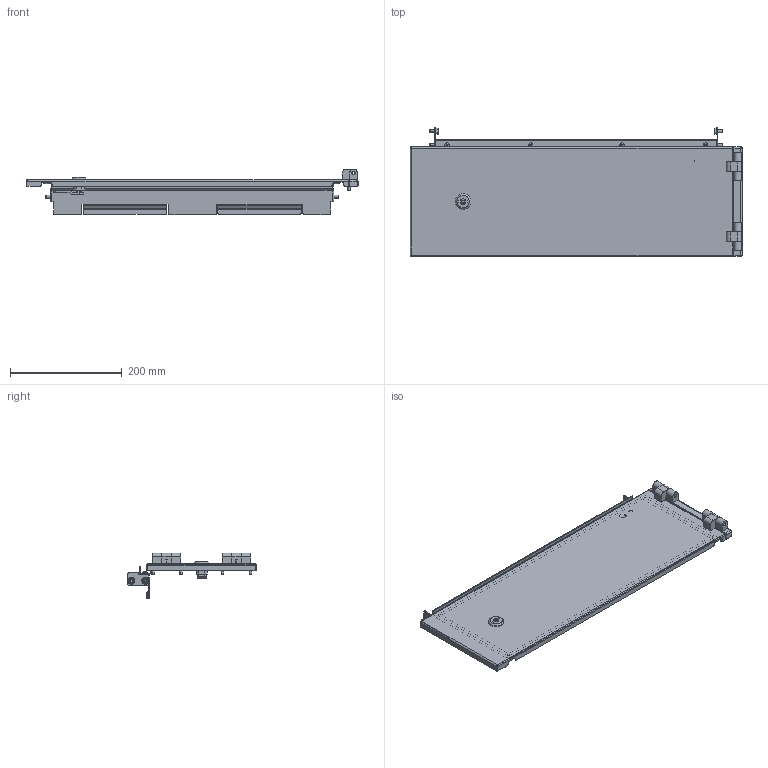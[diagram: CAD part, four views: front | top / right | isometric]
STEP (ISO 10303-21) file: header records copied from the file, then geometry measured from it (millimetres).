
FILE_DESCRIPTION (( 'STEP AP214' ), '1' );
FILE_NAME ('YKM40D-FO-DMS-020-060-54 FORMAT Äâåðü ìåòàëëè÷åñêàÿ ÷àñòè÷íàÿ 200õ600ìì IP54 IEK.STEP', '2022-05-30T08:31:17', ( '' ), ( '' ), 'SwSTEP 2.0', 'SolidWorks 2017', '' );
FILE_SCHEMA (( 'AUTOMOTIVE_DESIGN' ));
Length unit declared in the file: millimetre
Products named in the file (1): YKM40D-FO-DMS-020-060-54 FORMAT Äâåðü ìåòàëëè÷åñêàÿ ÷àñòè÷íàÿ 200õ600ìì IP54 IEK
Bounding box: 594 x 230.5 x 82.1 mm (x, y, z)
Volume: 361719.2 mm3; surface area: 459435.9 mm2
Topology: 35 solids, 35 shells, 1184 faces, 2989 edges, 1892 vertices
Faces by surface type: plane 582, cylinder 386, cone 132, bspline 60, sphere 20, torus 4
Entity records: 51423 total; most frequent: CARTESIAN_POINT 9588, DIRECTION 5947, ORIENTED_EDGE 5946, EDGE_CURVE 2973, AXIS2_PLACEMENT_3D 2245, VERTEX_POINT 1892, LINE 1457, VECTOR 1457
